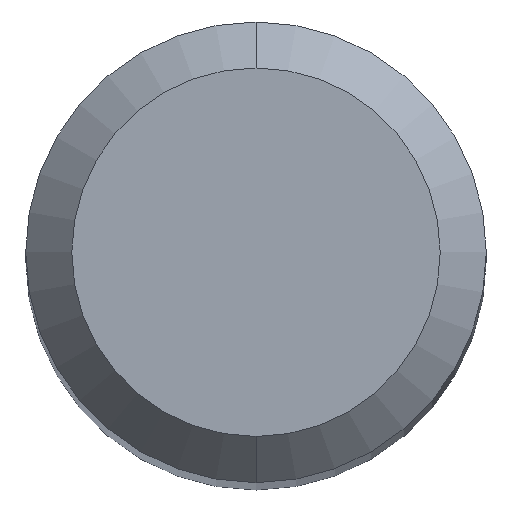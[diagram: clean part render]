
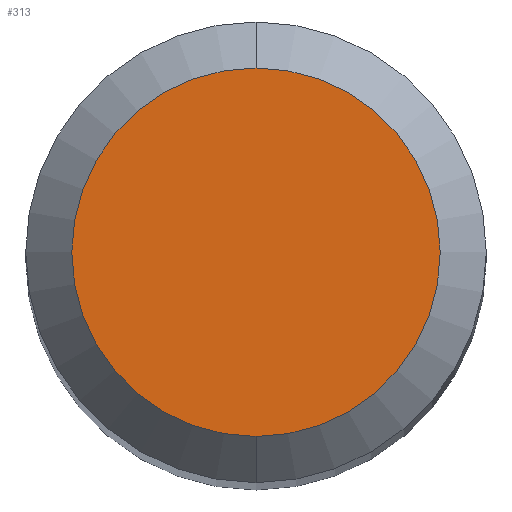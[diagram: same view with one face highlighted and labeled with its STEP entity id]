
A CAD part, top view. The second image highlights one B-rep face of the part: STEP entity #313.
In plain terms, the highlighted planar face has unit normal (0, 0, 1).
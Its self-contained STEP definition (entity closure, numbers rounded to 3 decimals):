
#203=EDGE_CURVE('',#287,#375,#510,.T.);
#287=VERTEX_POINT('',#604);
#293=EDGE_CURVE('',#375,#287,#611,.T.);
#313=ADVANCED_FACE('',(#632),#633,.T.);
#375=VERTEX_POINT('',#703);
#510=CIRCLE('',#850,1.2);
#604=CARTESIAN_POINT('',(0.,-1.2,0.0));
#611=CIRCLE('',#1055,1.2);
#632=FACE_OUTER_BOUND('',#1112,.T.);
#633=PLANE('',#1113);
#703=CARTESIAN_POINT('',(0.0,1.2,0.0));
#850=AXIS2_PLACEMENT_3D('',#1459,#1460,#1461);
#1055=AXIS2_PLACEMENT_3D('',#1584,#1585,#1586);
#1112=EDGE_LOOP('',(#1605,#1606));
#1113=AXIS2_PLACEMENT_3D('',#1607,#1608,#1609);
#1459=CARTESIAN_POINT('',(0.0,0.0,0.0));
#1460=DIRECTION('',(0.0,0.0,-1.0));
#1461=DIRECTION('',(0.0,1.0,0.0));
#1584=CARTESIAN_POINT('',(0.0,0.0,0.0));
#1585=DIRECTION('',(0.0,0.0,-1.0));
#1586=DIRECTION('',(0.0,1.0,0.0));
#1605=ORIENTED_EDGE('',*,*,#293,.F.);
#1606=ORIENTED_EDGE('',*,*,#203,.F.);
#1607=CARTESIAN_POINT('',(0.0,0.6,0.0));
#1608=DIRECTION('',(-0.0,0.0,1.0));
#1609=DIRECTION('',(0.0,-1.0,0.0));
